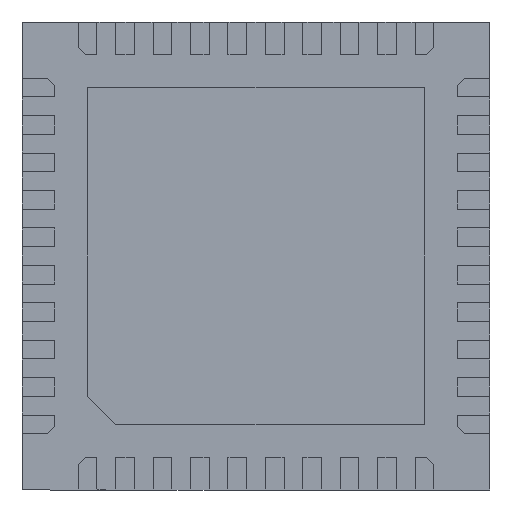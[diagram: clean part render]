
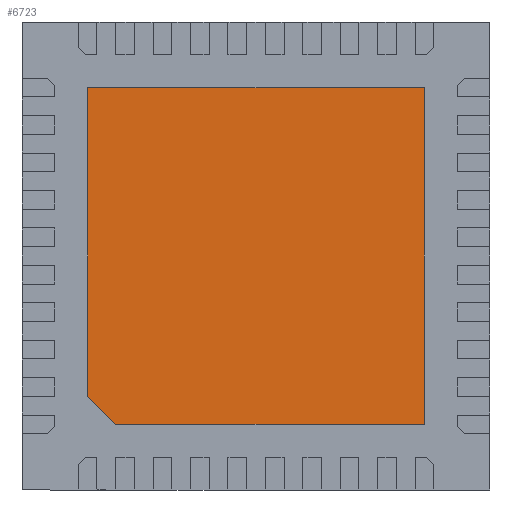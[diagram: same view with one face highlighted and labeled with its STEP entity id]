
A CAD part, front view. The second image highlights one B-rep face of the part: STEP entity #6723.
In plain terms, the highlighted planar face has unit normal (0, -1, 0).
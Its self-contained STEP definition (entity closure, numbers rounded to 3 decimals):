
#134 = LINE ( 'NONE', #4080, #7387 ) ;
#190 = ORIENTED_EDGE ( 'NONE', *, *, #8843, .F. ) ;
#374 = VECTOR ( 'NONE', #1493, 1000. ) ;
#424 = ORIENTED_EDGE ( 'NONE', *, *, #9746, .T. ) ;
#640 = PLANE ( 'NONE',  #5392 ) ;
#1071 = DIRECTION ( 'NONE',  ( -0.707, 0., 0.707 ) ) ;
#1493 = DIRECTION ( 'NONE',  ( -1., 0., 0. ) ) ;
#2307 = DIRECTION ( 'NONE',  ( 0., 0., 1. ) ) ;
#2792 = ORIENTED_EDGE ( 'NONE', *, *, #7732, .T. ) ;
#3093 = CARTESIAN_POINT ( 'NONE',  ( -1.8, 0., 1.8 ) ) ;
#3752 = VERTEX_POINT ( 'NONE', #10847 ) ;
#4080 = CARTESIAN_POINT ( 'NONE',  ( -1.5, 0., -1.8 ) ) ;
#4261 = CARTESIAN_POINT ( 'NONE',  ( 1.8, 0., -1.8 ) ) ;
#4326 = EDGE_CURVE ( 'NONE', #3752, #10963, #4916, .T. ) ;
#4556 = ORIENTED_EDGE ( 'NONE', *, *, #4326, .T. ) ;
#4916 = LINE ( 'NONE', #4261, #5064 ) ;
#5064 = VECTOR ( 'NONE', #8489, 1000. ) ;
#5302 = LINE ( 'NONE', #11418, #9532 ) ;
#5329 = LINE ( 'NONE', #6240, #7646 ) ;
#5360 = EDGE_CURVE ( 'NONE', #11509, #6383, #9523, .T. ) ;
#5392 = AXIS2_PLACEMENT_3D ( 'NONE', #11889, #10877, #11002 ) ;
#6240 = CARTESIAN_POINT ( 'NONE',  ( -1.8, 0., -1.8 ) ) ;
#6383 = VERTEX_POINT ( 'NONE', #3093 ) ;
#6531 = VERTEX_POINT ( 'NONE', #9973 ) ;
#6723 = ADVANCED_FACE ( 'NONE', ( #7697 ), #640, .T. ) ;
#7387 = VECTOR ( 'NONE', #1071, 1000. ) ;
#7646 = VECTOR ( 'NONE', #8373, 1000. ) ;
#7697 = FACE_OUTER_BOUND ( 'NONE', #10690, .T. ) ;
#7732 = EDGE_CURVE ( 'NONE', #6383, #6531, #5329, .T. ) ;
#8373 = DIRECTION ( 'NONE',  ( 0., 0., -1. ) ) ;
#8489 = DIRECTION ( 'NONE',  ( 1., 0., 0. ) ) ;
#8843 = EDGE_CURVE ( 'NONE', #3752, #6531, #134, .T. ) ;
#9523 = LINE ( 'NONE', #10515, #374 ) ;
#9532 = VECTOR ( 'NONE', #2307, 1000. ) ;
#9653 = CARTESIAN_POINT ( 'NONE',  ( 1.8, 0., -1.8 ) ) ;
#9746 = EDGE_CURVE ( 'NONE', #10963, #11509, #5302, .T. ) ;
#9973 = CARTESIAN_POINT ( 'NONE',  ( -1.8, 0., -1.5 ) ) ;
#10515 = CARTESIAN_POINT ( 'NONE',  ( 1.8, 0., 1.8 ) ) ;
#10690 = EDGE_LOOP ( 'NONE', ( #190, #4556, #424, #11575, #2792 ) ) ;
#10847 = CARTESIAN_POINT ( 'NONE',  ( -1.5, 0., -1.8 ) ) ;
#10877 = DIRECTION ( 'NONE',  ( 0., -1., 0. ) ) ;
#10963 = VERTEX_POINT ( 'NONE', #9653 ) ;
#11002 = DIRECTION ( 'NONE',  ( 0., 0., -1. ) ) ;
#11418 = CARTESIAN_POINT ( 'NONE',  ( 1.8, 0., -1.8 ) ) ;
#11509 = VERTEX_POINT ( 'NONE', #12683 ) ;
#11575 = ORIENTED_EDGE ( 'NONE', *, *, #5360, .T. ) ;
#11889 = CARTESIAN_POINT ( 'NONE',  ( 0., 0., 0. ) ) ;
#12683 = CARTESIAN_POINT ( 'NONE',  ( 1.8, 0., 1.8 ) ) ;
